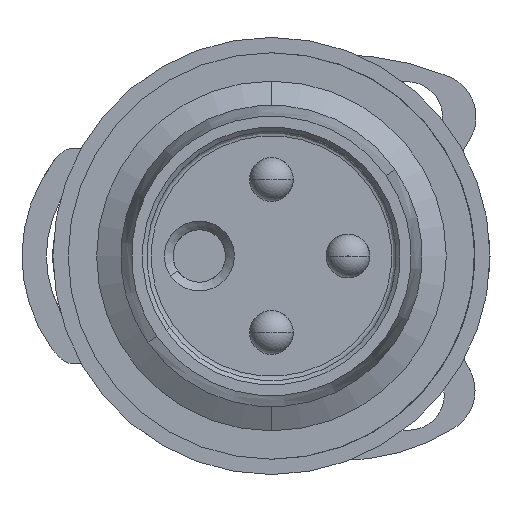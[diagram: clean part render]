
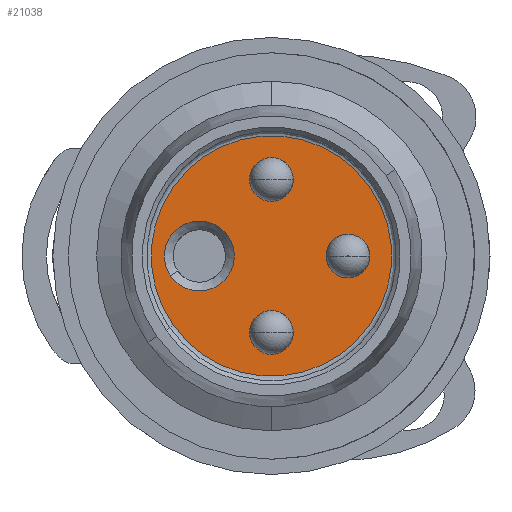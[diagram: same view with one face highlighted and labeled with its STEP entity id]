
A CAD part, left-side view. The second image highlights one B-rep face of the part: STEP entity #21038.
In plain terms, the highlighted face is planar.
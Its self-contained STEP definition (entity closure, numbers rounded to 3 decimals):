
#1945=PLANE('',#22205);
#7089=VERTEX_POINT('',#29912);
#7090=VERTEX_POINT('',#29913);
#7091=VERTEX_POINT('',#29916);
#7092=VERTEX_POINT('',#29917);
#7093=VERTEX_POINT('',#29920);
#7094=VERTEX_POINT('',#29921);
#7095=VERTEX_POINT('',#29923);
#7096=VERTEX_POINT('',#29926);
#7097=VERTEX_POINT('',#29927);
#7098=VERTEX_POINT('',#29929);
#7099=VERTEX_POINT('',#29932);
#7100=VERTEX_POINT('',#29933);
#7101=VERTEX_POINT('',#29935);
#8476=CIRCLE('',#22206,2.75);
#8477=CIRCLE('',#22207,2.75);
#8478=CIRCLE('',#22208,0.8);
#8479=CIRCLE('',#22209,0.8);
#8480=CIRCLE('',#22210,0.5);
#8481=CIRCLE('',#22211,0.5);
#8482=CIRCLE('',#22212,0.5);
#8483=CIRCLE('',#22213,0.5);
#8484=CIRCLE('',#22214,0.5);
#8485=CIRCLE('',#22215,0.5);
#8486=CIRCLE('',#22216,0.5);
#8487=CIRCLE('',#22217,0.5);
#8488=CIRCLE('',#22218,0.5);
#10052=EDGE_CURVE('',#7089,#7090,#8476,.T.);
#10053=EDGE_CURVE('',#7090,#7089,#8477,.T.);
#10054=EDGE_CURVE('',#7091,#7092,#8478,.T.);
#10055=EDGE_CURVE('',#7092,#7091,#8479,.T.);
#10056=EDGE_CURVE('',#7093,#7094,#8480,.F.);
#10057=EDGE_CURVE('',#7095,#7093,#8481,.F.);
#10058=EDGE_CURVE('',#7094,#7095,#8482,.F.);
#10059=EDGE_CURVE('',#7096,#7097,#8483,.F.);
#10060=EDGE_CURVE('',#7098,#7096,#8484,.F.);
#10061=EDGE_CURVE('',#7097,#7098,#8485,.F.);
#10062=EDGE_CURVE('',#7099,#7100,#8486,.F.);
#10063=EDGE_CURVE('',#7101,#7099,#8487,.F.);
#10064=EDGE_CURVE('',#7100,#7101,#8488,.F.);
#14061=ORIENTED_EDGE('',*,*,#10052,.F.);
#14062=ORIENTED_EDGE('',*,*,#10053,.F.);
#14063=ORIENTED_EDGE('',*,*,#10054,.F.);
#14064=ORIENTED_EDGE('',*,*,#10055,.F.);
#14065=ORIENTED_EDGE('',*,*,#10056,.F.);
#14066=ORIENTED_EDGE('',*,*,#10057,.F.);
#14067=ORIENTED_EDGE('',*,*,#10058,.F.);
#14068=ORIENTED_EDGE('',*,*,#10059,.F.);
#14069=ORIENTED_EDGE('',*,*,#10060,.F.);
#14070=ORIENTED_EDGE('',*,*,#10061,.F.);
#14071=ORIENTED_EDGE('',*,*,#10062,.F.);
#14072=ORIENTED_EDGE('',*,*,#10063,.F.);
#14073=ORIENTED_EDGE('',*,*,#10064,.F.);
#18554=EDGE_LOOP('',(#14061,#14062));
#18555=EDGE_LOOP('',(#14063,#14064));
#18556=EDGE_LOOP('',(#14065,#14066,#14067));
#18557=EDGE_LOOP('',(#14068,#14069,#14070));
#18558=EDGE_LOOP('',(#14071,#14072,#14073));
#19818=FACE_BOUND('',#18554,.T.);
#19819=FACE_BOUND('',#18555,.T.);
#19820=FACE_BOUND('',#18556,.T.);
#19821=FACE_BOUND('',#18557,.T.);
#19822=FACE_BOUND('',#18558,.T.);
#21038=ADVANCED_FACE('',(#19818,#19819,#19820,#19821,#19822),#1945,.F.);
#22205=AXIS2_PLACEMENT_3D('',#29910,#48435,$);
#22206=AXIS2_PLACEMENT_3D('',#29911,#48436,#48437);
#22207=AXIS2_PLACEMENT_3D('',#29914,#48438,#48439);
#22208=AXIS2_PLACEMENT_3D('',#29915,#48440,#48441);
#22209=AXIS2_PLACEMENT_3D('',#29918,#48442,#48443);
#22210=AXIS2_PLACEMENT_3D('',#29919,#48444,#48445);
#22211=AXIS2_PLACEMENT_3D('',#29922,#48446,#48447);
#22212=AXIS2_PLACEMENT_3D('',#29924,#48448,#48449);
#22213=AXIS2_PLACEMENT_3D('',#29925,#48450,#48451);
#22214=AXIS2_PLACEMENT_3D('',#29928,#48452,#48453);
#22215=AXIS2_PLACEMENT_3D('',#29930,#48454,#48455);
#22216=AXIS2_PLACEMENT_3D('',#29931,#48456,#48457);
#22217=AXIS2_PLACEMENT_3D('',#29934,#48458,#48459);
#22218=AXIS2_PLACEMENT_3D('',#29936,#48460,#48461);
#29910=CARTESIAN_POINT('',(21.289,34.806,0.05));
#29911=CARTESIAN_POINT('',(20.465,33.628,0.05));
#29912=CARTESIAN_POINT('',(22.042,35.881,0.05));
#29913=CARTESIAN_POINT('',(18.888,31.375,0.05));
#29914=CARTESIAN_POINT('',(20.465,33.628,0.05));
#29915=CARTESIAN_POINT('',(20.465,35.278,0.05));
#29916=CARTESIAN_POINT('',(20.006,34.623,0.05));
#29917=CARTESIAN_POINT('',(20.924,35.933,0.05));
#29918=CARTESIAN_POINT('',(20.465,35.278,0.05));
#29919=CARTESIAN_POINT('',(18.715,33.628,0.05));
#29920=CARTESIAN_POINT('',(19.215,33.628,0.05));
#29921=CARTESIAN_POINT('',(18.711,33.128,0.05));
#29922=CARTESIAN_POINT('',(18.715,33.628,0.05));
#29923=CARTESIAN_POINT('',(18.215,33.628,0.05));
#29924=CARTESIAN_POINT('',(18.715,33.628,0.05));
#29925=CARTESIAN_POINT('',(20.465,31.878,0.05));
#29926=CARTESIAN_POINT('',(20.111,31.524,0.05));
#29927=CARTESIAN_POINT('',(20.114,32.235,0.05));
#29928=CARTESIAN_POINT('',(20.465,31.878,0.05));
#29929=CARTESIAN_POINT('',(20.818,32.232,0.05));
#29930=CARTESIAN_POINT('',(20.465,31.878,0.05));
#29931=CARTESIAN_POINT('',(22.215,33.628,0.05));
#29932=CARTESIAN_POINT('',(22.715,33.628,0.05));
#29933=CARTESIAN_POINT('',(22.211,33.128,0.05));
#29934=CARTESIAN_POINT('',(22.215,33.628,0.05));
#29935=CARTESIAN_POINT('',(21.715,33.628,0.05));
#29936=CARTESIAN_POINT('',(22.215,33.628,0.05));
#48435=DIRECTION('',(0.,0.,1.));
#48436=DIRECTION('',(0.,0.,1.));
#48437=DIRECTION('',(2.75,0.,0.));
#48438=DIRECTION('',(0.,0.,1.));
#48439=DIRECTION('',(2.75,0.,0.));
#48440=DIRECTION('',(0.,0.,-1.));
#48441=DIRECTION('',(0.459,0.655,0.));
#48442=DIRECTION('',(0.,0.,-1.));
#48443=DIRECTION('',(0.459,0.655,0.));
#48444=DIRECTION('',(0.,0.,1.));
#48445=DIRECTION('',(-0.5,0.,0.));
#48446=DIRECTION('',(0.,0.,1.));
#48447=DIRECTION('',(-0.5,0.,0.));
#48448=DIRECTION('',(0.,0.,1.));
#48449=DIRECTION('',(-0.5,0.,0.));
#48450=DIRECTION('',(0.,0.,1.));
#48451=DIRECTION('',(0.354,0.354,0.));
#48452=DIRECTION('',(0.,0.,1.));
#48453=DIRECTION('',(0.354,0.354,0.));
#48454=DIRECTION('',(0.,0.,1.));
#48455=DIRECTION('',(0.354,0.354,0.));
#48456=DIRECTION('',(0.,0.,1.));
#48457=DIRECTION('',(-0.5,0.,0.));
#48458=DIRECTION('',(0.,0.,1.));
#48459=DIRECTION('',(-0.5,0.,0.));
#48460=DIRECTION('',(0.,0.,1.));
#48461=DIRECTION('',(-0.5,0.,0.));
